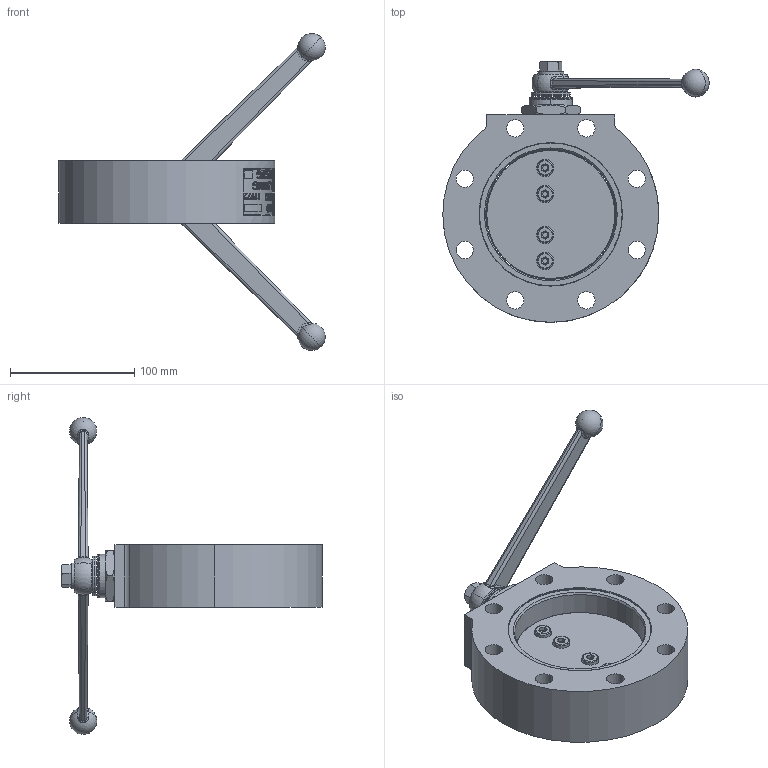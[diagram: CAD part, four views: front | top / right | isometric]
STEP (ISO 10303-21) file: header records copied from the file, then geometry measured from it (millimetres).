
FILE_DESCRIPTION (( 'STEP AP214' ), '1' );
FILE_NAME ('KLA10_11971.STEP', '2012-09-24T06:37:08', ( 'Admin2' ), ( '' ), 'SwSTEP 2.0', 'SolidWorks 2010', '' );
FILE_SCHEMA (( 'AUTOMOTIVE_DESIGN' ));
Length unit declared in the file: millimetre
Products named in the file (1): KLA10_11971
Bounding box: 214.61 x 210.15 x 255.29 mm (x, y, z)
Surface area: 153199.5 mm2 (no closed solid volume)
Topology: 0 solids, 26 shells, 847 faces, 2716 edges, 1815 vertices
Faces by surface type: plane 408, bspline 180, cylinder 161, cone 46, torus 36, sphere 16
Entity records: 48027 total; most frequent: CARTESIAN_POINT 18353, ORIENTED_EDGE 4565, DIRECTION 4032, EDGE_CURVE 2690, VERTEX_POINT 1801, AXIS2_PLACEMENT_3D 1351, LINE 1330, VECTOR 1330
